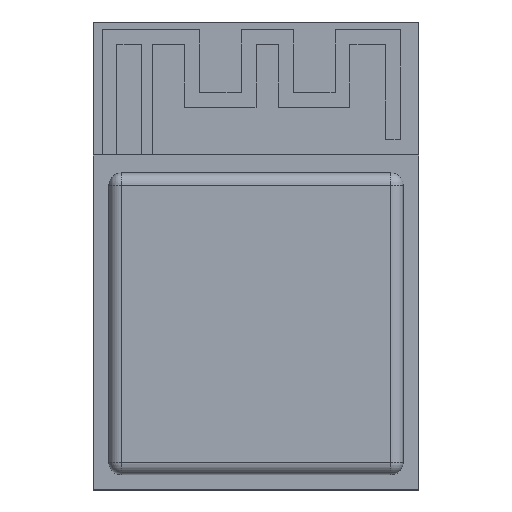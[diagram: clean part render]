
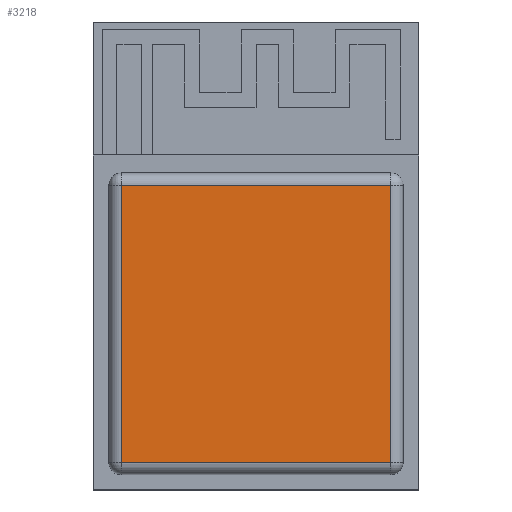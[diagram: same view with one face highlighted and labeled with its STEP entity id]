
A CAD part, top view. The second image highlights one B-rep face of the part: STEP entity #3218.
In plain terms, the highlighted planar face has unit normal (0, 0, 1).
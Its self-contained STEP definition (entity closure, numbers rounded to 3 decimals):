
#415 = CYLINDRICAL_SURFACE('',#416,0.5);
#416 = AXIS2_PLACEMENT_3D('',#417,#418,#419);
#417 = CARTESIAN_POINT('',(-5.975,-8.38,1.92));
#418 = DIRECTION('',(1.,0.,0.));
#419 = DIRECTION('',(0.,-1.,0.));
#599 = CYLINDRICAL_SURFACE('',#600,0.5);
#600 = AXIS2_PLACEMENT_3D('',#601,#602,#603);
#601 = CARTESIAN_POINT('',(-5.475,3.37,1.92));
#602 = DIRECTION('',(0.,-1.,0.));
#603 = DIRECTION('',(-1.,0.,0.));
#633 = CYLINDRICAL_SURFACE('',#634,0.5);
#634 = AXIS2_PLACEMENT_3D('',#635,#636,#637);
#635 = CARTESIAN_POINT('',(5.475,-8.88,1.92));
#636 = DIRECTION('',(0.,1.,0.));
#637 = DIRECTION('',(1.,0.,0.));
#795 = CYLINDRICAL_SURFACE('',#796,0.5);
#796 = AXIS2_PLACEMENT_3D('',#797,#798,#799);
#797 = CARTESIAN_POINT('',(5.975,2.87,1.92));
#798 = DIRECTION('',(-1.,0.,0.));
#799 = DIRECTION('',(0.,1.,0.));
#1242 = VERTEX_POINT('',#1243);
#1243 = CARTESIAN_POINT('',(-5.475,-8.38,2.42));
#1265 = EDGE_CURVE('',#1242,#1266,#1268,.T.);
#1266 = VERTEX_POINT('',#1267);
#1267 = CARTESIAN_POINT('',(5.475,-8.38,2.42));
#1268 = SURFACE_CURVE('',#1269,(#1273,#1280),.PCURVE_S1.);
#1269 = LINE('',#1270,#1271);
#1270 = CARTESIAN_POINT('',(-5.975,-8.38,2.42));
#1271 = VECTOR('',#1272,1.);
#1272 = DIRECTION('',(1.,0.,0.));
#1273 = PCURVE('',#415,#1274);
#1274 = DEFINITIONAL_REPRESENTATION('',(#1275),#1279);
#1275 = LINE('',#1276,#1277);
#1276 = CARTESIAN_POINT('',(-1.571,0.));
#1277 = VECTOR('',#1278,1.);
#1278 = DIRECTION('',(-0.,1.));
#1279 = ( GEOMETRIC_REPRESENTATION_CONTEXT(2) 
PARAMETRIC_REPRESENTATION_CONTEXT() REPRESENTATION_CONTEXT('2D SPACE',''
  ) );
#1280 = PCURVE('',#1281,#1286);
#1281 = PLANE('',#1282);
#1282 = AXIS2_PLACEMENT_3D('',#1283,#1284,#1285);
#1283 = CARTESIAN_POINT('',(0.,-2.755,2.42));
#1284 = DIRECTION('',(0.,0.,1.));
#1285 = DIRECTION('',(1.,0.,0.));
#1286 = DEFINITIONAL_REPRESENTATION('',(#1287),#1291);
#1287 = LINE('',#1288,#1289);
#1288 = CARTESIAN_POINT('',(-5.975,-5.625));
#1289 = VECTOR('',#1290,1.);
#1290 = DIRECTION('',(1.,0.));
#1291 = ( GEOMETRIC_REPRESENTATION_CONTEXT(2) 
PARAMETRIC_REPRESENTATION_CONTEXT() REPRESENTATION_CONTEXT('2D SPACE',''
  ) );
#1374 = VERTEX_POINT('',#1375);
#1375 = CARTESIAN_POINT('',(-5.475,2.87,2.42));
#1397 = EDGE_CURVE('',#1374,#1242,#1398,.T.);
#1398 = SURFACE_CURVE('',#1399,(#1403,#1410),.PCURVE_S1.);
#1399 = LINE('',#1400,#1401);
#1400 = CARTESIAN_POINT('',(-5.475,3.37,2.42));
#1401 = VECTOR('',#1402,1.);
#1402 = DIRECTION('',(0.,-1.,0.));
#1403 = PCURVE('',#599,#1404);
#1404 = DEFINITIONAL_REPRESENTATION('',(#1405),#1409);
#1405 = LINE('',#1406,#1407);
#1406 = CARTESIAN_POINT('',(-1.571,0.));
#1407 = VECTOR('',#1408,1.);
#1408 = DIRECTION('',(-0.,1.));
#1409 = ( GEOMETRIC_REPRESENTATION_CONTEXT(2) 
PARAMETRIC_REPRESENTATION_CONTEXT() REPRESENTATION_CONTEXT('2D SPACE',''
  ) );
#1410 = PCURVE('',#1281,#1411);
#1411 = DEFINITIONAL_REPRESENTATION('',(#1412),#1416);
#1412 = LINE('',#1413,#1414);
#1413 = CARTESIAN_POINT('',(-5.475,6.125));
#1414 = VECTOR('',#1415,1.);
#1415 = DIRECTION('',(0.,-1.));
#1416 = ( GEOMETRIC_REPRESENTATION_CONTEXT(2) 
PARAMETRIC_REPRESENTATION_CONTEXT() REPRESENTATION_CONTEXT('2D SPACE',''
  ) );
#1425 = EDGE_CURVE('',#1266,#1426,#1428,.T.);
#1426 = VERTEX_POINT('',#1427);
#1427 = CARTESIAN_POINT('',(5.475,2.87,2.42));
#1428 = SURFACE_CURVE('',#1429,(#1433,#1440),.PCURVE_S1.);
#1429 = LINE('',#1430,#1431);
#1430 = CARTESIAN_POINT('',(5.475,-8.88,2.42));
#1431 = VECTOR('',#1432,1.);
#1432 = DIRECTION('',(0.,1.,0.));
#1433 = PCURVE('',#633,#1434);
#1434 = DEFINITIONAL_REPRESENTATION('',(#1435),#1439);
#1435 = LINE('',#1436,#1437);
#1436 = CARTESIAN_POINT('',(-1.571,0.));
#1437 = VECTOR('',#1438,1.);
#1438 = DIRECTION('',(-0.,1.));
#1439 = ( GEOMETRIC_REPRESENTATION_CONTEXT(2) 
PARAMETRIC_REPRESENTATION_CONTEXT() REPRESENTATION_CONTEXT('2D SPACE',''
  ) );
#1440 = PCURVE('',#1281,#1441);
#1441 = DEFINITIONAL_REPRESENTATION('',(#1442),#1446);
#1442 = LINE('',#1443,#1444);
#1443 = CARTESIAN_POINT('',(5.475,-6.125));
#1444 = VECTOR('',#1445,1.);
#1445 = DIRECTION('',(0.,1.));
#1446 = ( GEOMETRIC_REPRESENTATION_CONTEXT(2) 
PARAMETRIC_REPRESENTATION_CONTEXT() REPRESENTATION_CONTEXT('2D SPACE',''
  ) );
#1528 = EDGE_CURVE('',#1426,#1374,#1529,.T.);
#1529 = SURFACE_CURVE('',#1530,(#1534,#1541),.PCURVE_S1.);
#1530 = LINE('',#1531,#1532);
#1531 = CARTESIAN_POINT('',(5.975,2.87,2.42));
#1532 = VECTOR('',#1533,1.);
#1533 = DIRECTION('',(-1.,0.,0.));
#1534 = PCURVE('',#795,#1535);
#1535 = DEFINITIONAL_REPRESENTATION('',(#1536),#1540);
#1536 = LINE('',#1537,#1538);
#1537 = CARTESIAN_POINT('',(-1.571,0.));
#1538 = VECTOR('',#1539,1.);
#1539 = DIRECTION('',(-0.,1.));
#1540 = ( GEOMETRIC_REPRESENTATION_CONTEXT(2) 
PARAMETRIC_REPRESENTATION_CONTEXT() REPRESENTATION_CONTEXT('2D SPACE',''
  ) );
#1541 = PCURVE('',#1281,#1542);
#1542 = DEFINITIONAL_REPRESENTATION('',(#1543),#1547);
#1543 = LINE('',#1544,#1545);
#1544 = CARTESIAN_POINT('',(5.975,5.625));
#1545 = VECTOR('',#1546,1.);
#1546 = DIRECTION('',(-1.,0.));
#1547 = ( GEOMETRIC_REPRESENTATION_CONTEXT(2) 
PARAMETRIC_REPRESENTATION_CONTEXT() REPRESENTATION_CONTEXT('2D SPACE',''
  ) );
#3218 = ADVANCED_FACE('',(#3219),#1281,.T.);
#3219 = FACE_BOUND('',#3220,.T.);
#3220 = EDGE_LOOP('',(#3221,#3222,#3223,#3224));
#3221 = ORIENTED_EDGE('',*,*,#1425,.T.);
#3222 = ORIENTED_EDGE('',*,*,#1528,.T.);
#3223 = ORIENTED_EDGE('',*,*,#1397,.T.);
#3224 = ORIENTED_EDGE('',*,*,#1265,.T.);
